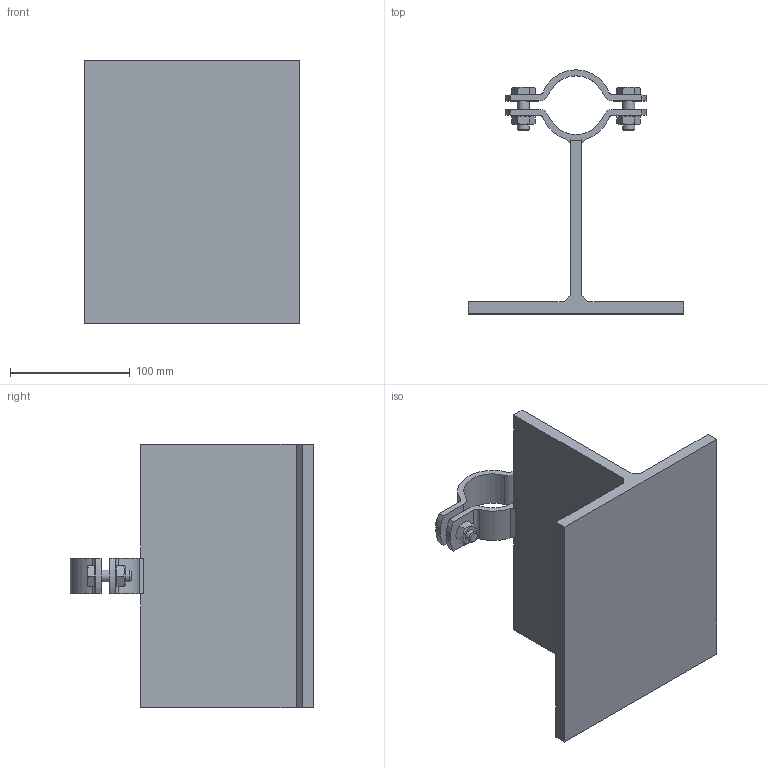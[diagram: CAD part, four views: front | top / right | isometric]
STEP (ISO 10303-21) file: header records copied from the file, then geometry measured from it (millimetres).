
FILE_DESCRIPTION((''),'2;1');
FILE_NAME('116372.stp','2010-04-09T13:51:02',('DMK009'),(''),'Autodesk Inventor 2010','Autodesk Inventor 2010','');
FILE_SCHEMA(('AUTOMOTIVE_DESIGN { 1 0 10303 214 1 1 1 1 }'));
Length unit declared in the file: millimetre
Products named in the file (1): 116372
Bounding box: 180 x 204 x 220 mm (x, y, z)
Volume: 746883.3 mm3; surface area: 170980.1 mm2
Topology: 1 solids, 1 shells, 115 faces, 282 edges, 180 vertices
Faces by surface type: plane 64, cylinder 27, cone 20, bspline 4
Full cylindrical faces by diameter (mm): 9.188 x2, 10 x4, 11.5 x2, 15.4 x2
Entity records: 3406 total; most frequent: CARTESIAN_POINT 714, ORIENTED_EDGE 516, DIRECTION 514, EDGE_CURVE 258, AXIS2_PLACEMENT_3D 192, VERTEX_POINT 176, EDGE_LOOP 152, VECTOR 130
